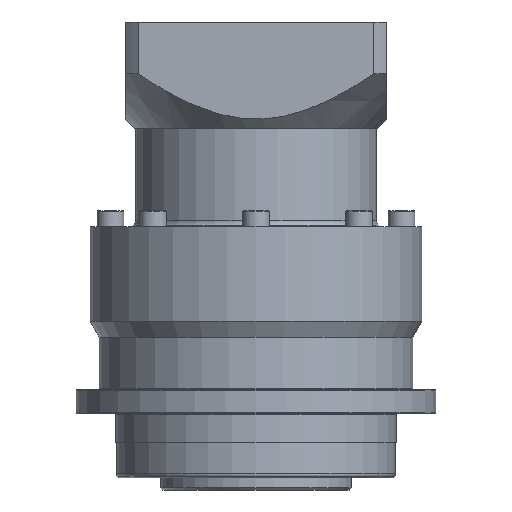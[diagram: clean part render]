
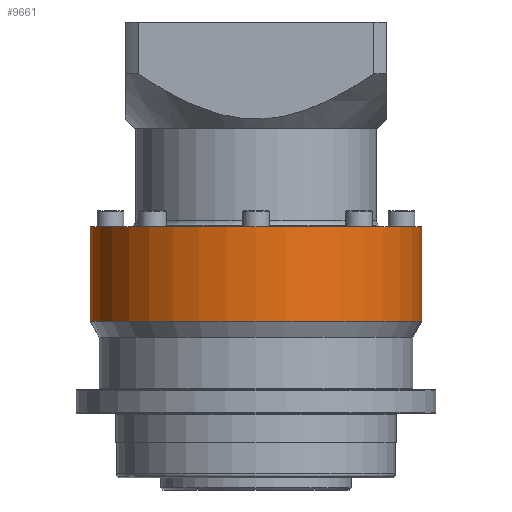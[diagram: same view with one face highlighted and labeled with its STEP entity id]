
A CAD part, front view. The second image highlights one B-rep face of the part: STEP entity #9661.
In plain terms, the highlighted cylindrical face has radius 82.5 mm (diameter 165 mm), a partial arc.
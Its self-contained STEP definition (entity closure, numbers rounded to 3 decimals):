
#1405=CARTESIAN_POINT('',(0.,0.,-26.));
#1406=DIRECTION('',(0.,0.,1.));
#1407=DIRECTION('',(-1.,0.,0.));
#1408=AXIS2_PLACEMENT_3D('',#1405,#1406,#1407);
#2515=CARTESIAN_POINT('',(0.,0.,-73.));
#2516=DIRECTION('',(0.,0.,-1.));
#2517=DIRECTION('',(1.,0.,0.));
#2518=AXIS2_PLACEMENT_3D('',#2515,#2516,#2517);
#2533=DIRECTION('',(0.,0.,1.));
#2534=VECTOR('',#2533,47.);
#2535=CARTESIAN_POINT('',(-82.5,0.,-73.));
#2536=LINE('',#2535,#2534);
#2537=DIRECTION('',(0.,0.,1.));
#2538=VECTOR('',#2537,47.);
#2539=CARTESIAN_POINT('',(82.5,0.,-73.));
#2540=LINE('',#2539,#2538);
#5409=CARTESIAN_POINT('',(82.5,0.,-73.));
#5410=CARTESIAN_POINT('',(82.5,0.,-26.));
#5411=VERTEX_POINT('',#5409);
#5412=VERTEX_POINT('',#5410);
#5413=CARTESIAN_POINT('',(-82.5,0.,-73.));
#5414=CARTESIAN_POINT('',(-82.5,0.,-26.));
#5415=VERTEX_POINT('',#5413);
#5416=VERTEX_POINT('',#5414);
#9650=CARTESIAN_POINT('',(0.,0.,-81.));
#9651=DIRECTION('',(0.,0.,1.));
#9652=DIRECTION('',(1.,0.,0.));
#9653=AXIS2_PLACEMENT_3D('',#9650,#9651,#9652);
#9654=CYLINDRICAL_SURFACE('',#9653,82.5);
#9655=ORIENTED_EDGE('',*,*,#9641,.T.);
#9656=ORIENTED_EDGE('',*,*,#9616,.T.);
#9657=ORIENTED_EDGE('',*,*,#7870,.T.);
#9658=ORIENTED_EDGE('',*,*,#9613,.F.);
#9659=EDGE_LOOP('',(#9655,#9656,#9657,#9658));
#9660=FACE_OUTER_BOUND('',#9659,.F.);
#9661=ADVANCED_FACE('',(#9660),#9654,.T.);
#1409=CIRCLE('',#1408,82.5);
#2519=CIRCLE('',#2518,82.5);
#7870=EDGE_CURVE('',#5416,#5412,#1409,.T.);
#9613=EDGE_CURVE('',#5411,#5412,#2540,.T.);
#9616=EDGE_CURVE('',#5415,#5416,#2536,.T.);
#9641=EDGE_CURVE('',#5411,#5415,#2519,.T.);
